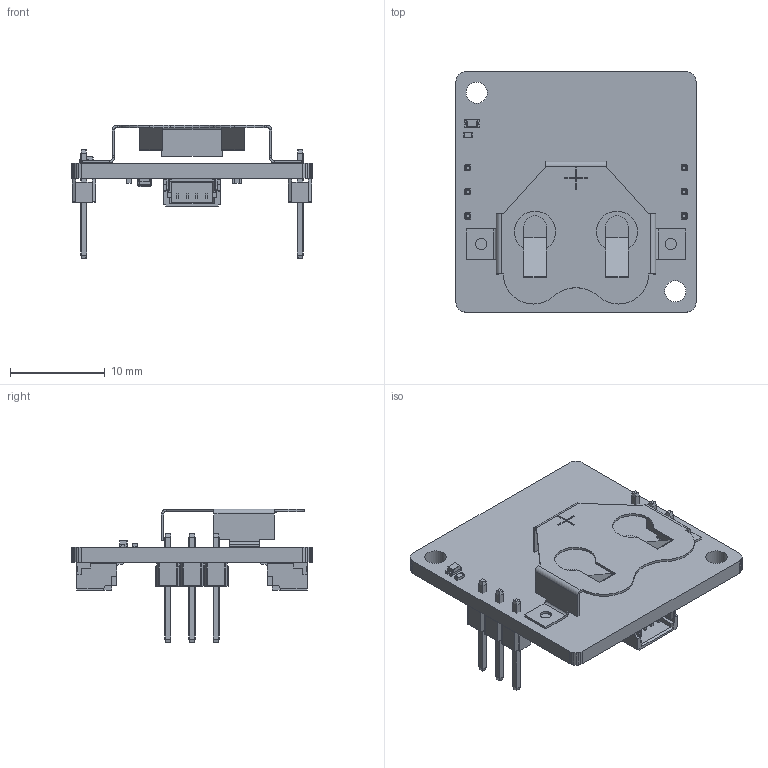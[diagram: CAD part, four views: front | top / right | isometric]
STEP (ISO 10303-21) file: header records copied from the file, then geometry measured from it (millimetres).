
FILE_DESCRIPTION(('for SolidWorks'),'2;1');
FILE_NAME('M50.step', '2022-08-31T11:15:59',('dc'),(''),'Open CASCADE STEP processor 6.6', 'DipTrace','Unknown');
FILE_SCHEMA(('AUTOMOTIVE_DESIGN { 1 0 10303 214 1 1 1 1 }'));
Length unit declared in the file: millimetre
Products named in the file (10): PCB_M50; Board_M50; keystone-PN3012; cap_0402; LED_0603; SM04B-SRSS-TB(LF)(SN)--3DModel-STEP-56544; 1X3-HDR; res_0402; MSOP-8; 2-SMD_(3.2x1.5)
Assembly tree (16 placements, depth 2):
  PCB_M50
    Board_M50
    keystone-PN3012
    cap_0402  x3
    LED_0603
    SM04B-SRSS-TB(LF)(SN)--3DModel-STEP-56544  x2
    1X3-HDR  x2
    res_0402  x4
    MSOP-8
    2-SMD_(3.2x1.5)
Bounding box: 25.4 x 25.4 x 14.12 mm (x, y, z)
Volume: 1085.9 mm3; surface area: 2943.2 mm2
Topology: 2 solids, 78 shells, 1743 faces, 4414 edges, 2772 vertices
Faces by surface type: plane 1177, cylinder 462, sphere 52, revolution 48, bspline 4
Full cylindrical faces by diameter (mm): 0.15 x1, 2.25 x2
Entity records: 35245 total; most frequent: CARTESIAN_POINT 5882, ORIENTED_EDGE 5204, DIRECTION 5055, EDGE_CURVE 2602, LINE 2005, VECTOR 2005, VERTEX_POINT 1650, AXIS2_PLACEMENT_3D 1513
